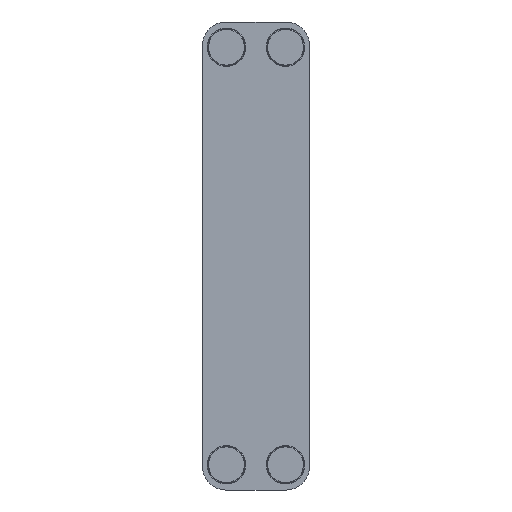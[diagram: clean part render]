
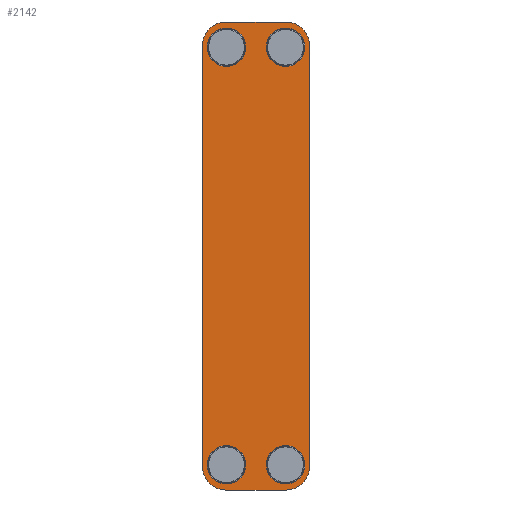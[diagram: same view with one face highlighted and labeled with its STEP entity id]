
A CAD part, front view. The second image highlights one B-rep face of the part: STEP entity #2142.
In plain terms, the highlighted planar face has unit normal (0, -1, 0).
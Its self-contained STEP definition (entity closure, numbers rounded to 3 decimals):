
#306=FACE_OUTER_BOUND('',#510,.T.);
#510=EDGE_LOOP('',(#1819,#1820,#1821,#1822,#1823,#1824,#1825,#1826));
#755=VERTEX_POINT('',#13665);
#756=VERTEX_POINT('',#13667);
#757=VERTEX_POINT('',#13671);
#758=VERTEX_POINT('',#13675);
#759=VERTEX_POINT('',#13679);
#760=VERTEX_POINT('',#13683);
#761=VERTEX_POINT('',#13687);
#762=VERTEX_POINT('',#13691);
#1108=EDGE_CURVE('',#756,#755,#5700,.T.);
#1111=EDGE_CURVE('',#755,#757,#2833,.T.);
#1113=EDGE_CURVE('',#757,#758,#5704,.T.);
#1115=EDGE_CURVE('',#758,#759,#2834,.T.);
#1117=EDGE_CURVE('',#759,#760,#5707,.T.);
#1119=EDGE_CURVE('',#760,#761,#2835,.T.);
#1120=EDGE_CURVE('',#761,#762,#5709,.T.);
#1121=EDGE_CURVE('',#762,#756,#2836,.T.);
#1819=ORIENTED_EDGE('',*,*,#1120,.T.);
#1820=ORIENTED_EDGE('',*,*,#1121,.T.);
#1821=ORIENTED_EDGE('',*,*,#1108,.T.);
#1822=ORIENTED_EDGE('',*,*,#1111,.T.);
#1823=ORIENTED_EDGE('',*,*,#1113,.T.);
#1824=ORIENTED_EDGE('',*,*,#1115,.T.);
#1825=ORIENTED_EDGE('',*,*,#1117,.T.);
#1826=ORIENTED_EDGE('',*,*,#1119,.T.);
#1971=PLANE('',#7306);
#2142=ADVANCED_FACE('',(#306),#1971,.T.);
#2833=CIRCLE('',#7299,27.);
#2834=CIRCLE('',#7302,27.);
#2835=CIRCLE('',#7305,27.);
#2836=CIRCLE('',#7307,27.);
#5700=LINE('',#13668,#6452);
#5704=LINE('',#13677,#6456);
#5707=LINE('',#13685,#6459);
#5709=LINE('',#13692,#6461);
#6452=VECTOR('',#9691,10.);
#6456=VECTOR('',#9701,10.);
#6459=VECTOR('',#9710,10.);
#6461=VECTOR('',#9718,10.);
#7299=AXIS2_PLACEMENT_3D('',#13673,#9696,#9697);
#7302=AXIS2_PLACEMENT_3D('',#13681,#9705,#9706);
#7305=AXIS2_PLACEMENT_3D('',#13689,#9714,#9715);
#7306=AXIS2_PLACEMENT_3D('',#13690,#9716,#9717);
#7307=AXIS2_PLACEMENT_3D('',#13693,#9719,#9720);
#9691=DIRECTION('',(1.,0.,0.));
#9696=DIRECTION('center_axis',(0.,-1.,0.));
#9697=DIRECTION('ref_axis',(0.,0.,-1.));
#9701=DIRECTION('',(0.,0.,1.));
#9705=DIRECTION('center_axis',(0.,-1.,0.));
#9706=DIRECTION('ref_axis',(1.,0.,0.));
#9710=DIRECTION('',(-1.,0.,0.));
#9714=DIRECTION('center_axis',(0.,-1.,0.));
#9715=DIRECTION('ref_axis',(0.,0.,
1.));
#9716=DIRECTION('center_axis',(0.,-1.,0.));
#9717=DIRECTION('ref_axis',(1.,0.,0.));
#9718=DIRECTION('',(0.,0.,-1.));
#9719=DIRECTION('center_axis',(0.,-1.,0.));
#9720=DIRECTION('ref_axis',(-1.,0.,0.));
#13665=CARTESIAN_POINT('',(34.5,0.,0.));
#13667=CARTESIAN_POINT('',(-34.5,0.,0.));
#13668=CARTESIAN_POINT('',(-34.5,0.,0.));
#13671=CARTESIAN_POINT('',(61.5,0.,27.));
#13673=CARTESIAN_POINT('Origin',(34.5,0.,27.));
#13675=CARTESIAN_POINT('',(61.5,0.,511.));
#13677=CARTESIAN_POINT('',(61.5,0.,27.));
#13679=CARTESIAN_POINT('',(34.5,0.,538.));
#13681=CARTESIAN_POINT('Origin',(34.5,0.,511.));
#13683=CARTESIAN_POINT('',(-34.5,0.,538.));
#13685=CARTESIAN_POINT('',(34.5,0.,538.));
#13687=CARTESIAN_POINT('',(-61.5,0.,511.));
#13689=CARTESIAN_POINT('Origin',(-34.5,0.,511.));
#13690=CARTESIAN_POINT('Origin',(0.,0.,
143.));
#13691=CARTESIAN_POINT('',(-61.5,0.,27.));
#13692=CARTESIAN_POINT('',(-61.5,0.,259.));
#13693=CARTESIAN_POINT('Origin',(-34.5,0.,27.));
